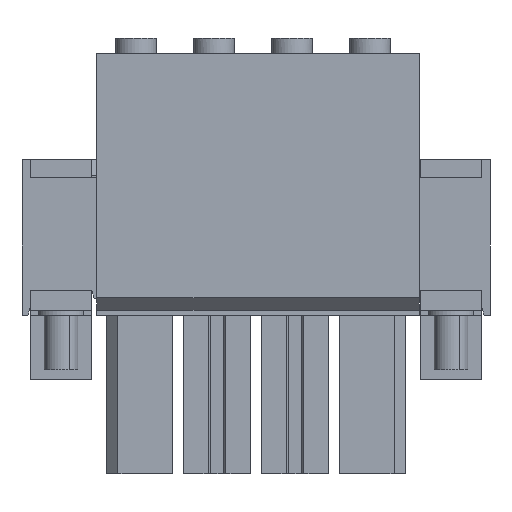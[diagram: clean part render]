
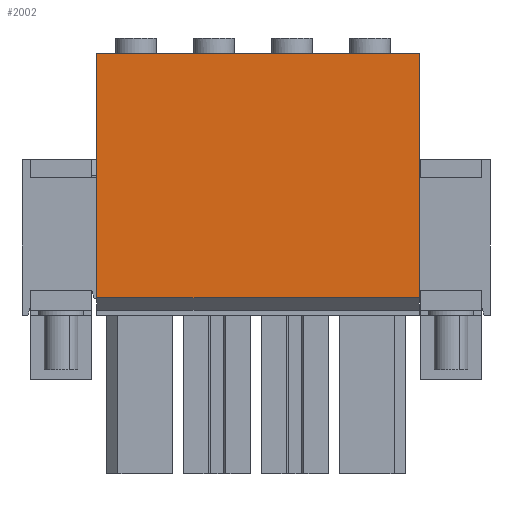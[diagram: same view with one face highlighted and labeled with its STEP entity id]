
A CAD part, front view. The second image highlights one B-rep face of the part: STEP entity #2002.
In plain terms, the highlighted planar face has unit normal (0, -1, 0).
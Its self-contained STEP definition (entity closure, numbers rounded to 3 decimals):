
#1989=AXIS2_PLACEMENT_3D('Plane Axis2P3D',#1986,#1987,#1988) ;
#135=CARTESIAN_POINT('Vertex',(38.8,0.,41.05)) ;
#151=CARTESIAN_POINT('Vertex',(7.32,0.,41.05)) ;
#154=CARTESIAN_POINT('Line Origine',(23.06,0.,41.05)) ;
#1108=CARTESIAN_POINT('Line Origine',(38.8,0.,29.125)) ;
#1112=CARTESIAN_POINT('Vertex',(38.8,0.,17.2)) ;
#1834=CARTESIAN_POINT('Line Origine',(7.32,0.,29.125)) ;
#1838=CARTESIAN_POINT('Vertex',(7.32,0.,17.2)) ;
#1986=CARTESIAN_POINT('Axis2P3D Location',(7.32,0.,17.2)) ;
#1991=CARTESIAN_POINT('Line Origine',(23.06,0.,17.2)) ;
#155=DIRECTION('Vector Direction',(1.,0.,0.)) ;
#1109=DIRECTION('Vector Direction',(0.,0.,1.)) ;
#1835=DIRECTION('Vector Direction',(0.,0.,1.)) ;
#1987=DIRECTION('Axis2P3D Direction',(0.,1.,0.)) ;
#1988=DIRECTION('Axis2P3D XDirection',(0.,0.,1.)) ;
#1992=DIRECTION('Vector Direction',(1.,0.,0.)) ;
#156=VECTOR('Line Direction',#155,1.) ;
#1110=VECTOR('Line Direction',#1109,1.) ;
#1836=VECTOR('Line Direction',#1835,1.) ;
#1993=VECTOR('Line Direction',#1992,1.) ;
#1997=ORIENTED_EDGE('',*,*,#1840,.F.) ;
#1998=ORIENTED_EDGE('',*,*,#1995,.T.) ;
#1999=ORIENTED_EDGE('',*,*,#1114,.T.) ;
#2000=ORIENTED_EDGE('',*,*,#158,.F.) ;
#2002=ADVANCED_FACE('HOUSING',(#2001),#1990,.F.) ;
#158=EDGE_CURVE('',#152,#136,#157,.T.) ;
#1114=EDGE_CURVE('',#1113,#136,#1111,.T.) ;
#1840=EDGE_CURVE('',#1839,#152,#1837,.T.) ;
#1995=EDGE_CURVE('',#1839,#1113,#1994,.T.) ;
#1996=EDGE_LOOP('',(#1997,#1998,#1999,#2000)) ;
#2001=FACE_OUTER_BOUND('',#1996,.T.) ;
#157=LINE('Line',#154,#156) ;
#1111=LINE('Line',#1108,#1110) ;
#1837=LINE('Line',#1834,#1836) ;
#1994=LINE('Line',#1991,#1993) ;
#1990=PLANE('',#1989) ;
#136=VERTEX_POINT('',#135) ;
#152=VERTEX_POINT('',#151) ;
#1113=VERTEX_POINT('',#1112) ;
#1839=VERTEX_POINT('',#1838) ;
